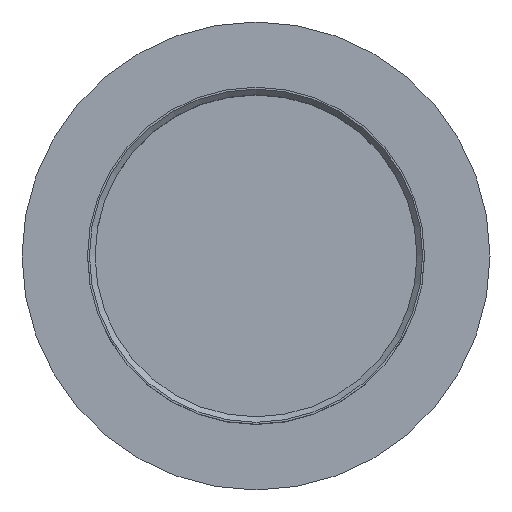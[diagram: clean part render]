
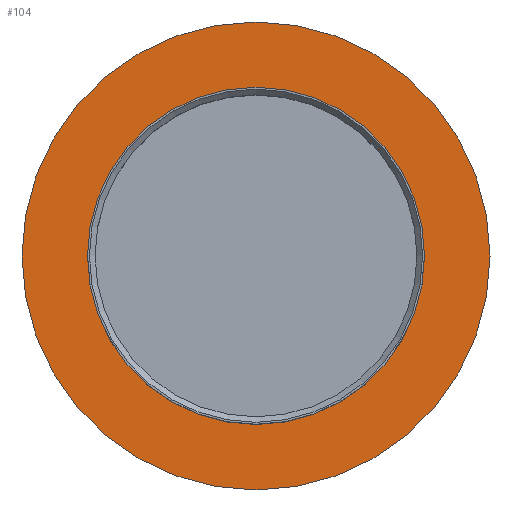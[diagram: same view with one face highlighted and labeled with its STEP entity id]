
A CAD part, top view. The second image highlights one B-rep face of the part: STEP entity #104.
In plain terms, the highlighted planar face has unit normal (0, 0, 1).
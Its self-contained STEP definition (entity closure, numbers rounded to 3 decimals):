
#17=FACE_BOUND('',#41,.T.);
#21=PLANE('',#134);
#31=FACE_OUTER_BOUND('',#40,.T.);
#40=EDGE_LOOP('',(#94));
#41=EDGE_LOOP('',(#95));
#54=CIRCLE('',#129,62.5);
#55=CIRCLE('',#133,45.);
#61=VERTEX_POINT('',#189);
#62=VERTEX_POINT('',#195);
#71=EDGE_CURVE('',#61,#61,#54,.T.);
#73=EDGE_CURVE('',#62,#62,#55,.T.);
#94=ORIENTED_EDGE('',*,*,#71,.T.);
#95=ORIENTED_EDGE('',*,*,#73,.T.);
#104=ADVANCED_FACE('',(#31,#17),#21,.T.);
#129=AXIS2_PLACEMENT_3D('',#191,#159,#160);
#133=AXIS2_PLACEMENT_3D('',#197,#168,#169);
#134=AXIS2_PLACEMENT_3D('',#198,#170,#171);
#159=DIRECTION('center_axis',(0.,0.,1.));
#160=DIRECTION('ref_axis',(1.,0.,0.));
#168=DIRECTION('center_axis',(0.,0.,-1.));
#169=DIRECTION('ref_axis',(1.,0.,0.));
#170=DIRECTION('center_axis',(0.,0.,1.));
#171=DIRECTION('ref_axis',(1.,0.,0.));
#189=CARTESIAN_POINT('',(62.5,0.,2.));
#191=CARTESIAN_POINT('Origin',(0.,0.,2.));
#195=CARTESIAN_POINT('',(-45.,0.,2.));
#197=CARTESIAN_POINT('Origin',(0.,0.,2.));
#198=CARTESIAN_POINT('Origin',(0.,0.,2.));
